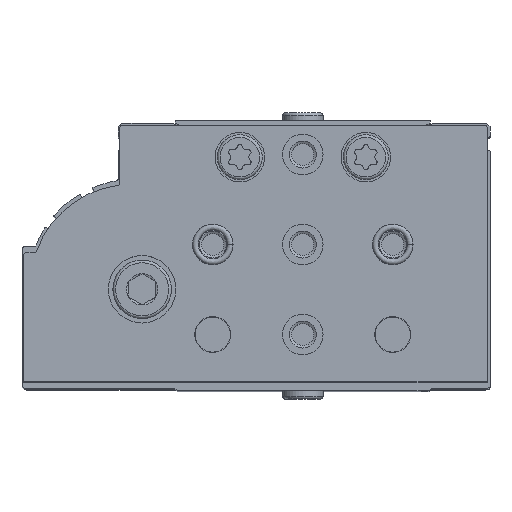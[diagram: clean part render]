
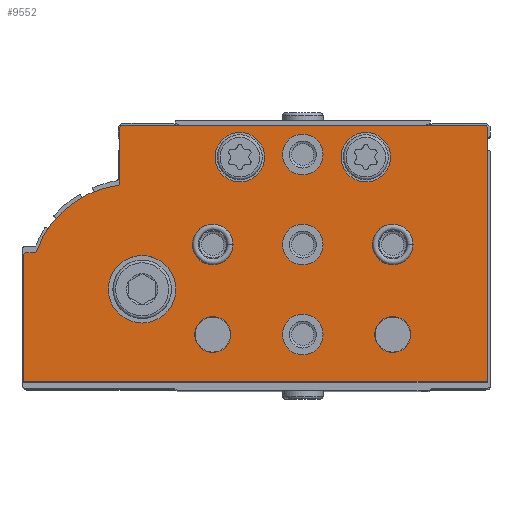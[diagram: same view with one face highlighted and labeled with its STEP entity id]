
A CAD part, top view. The second image highlights one B-rep face of the part: STEP entity #9552.
In plain terms, the highlighted face is planar.
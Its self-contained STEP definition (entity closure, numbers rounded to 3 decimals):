
#955=LINE('',#16158,#1679);
#957=LINE('',#16162,#1681);
#959=LINE('',#16166,#1683);
#962=LINE('',#16174,#1686);
#967=LINE('',#16190,#1691);
#970=LINE('',#16198,#1694);
#1679=VECTOR('',#13054,1000.);
#1681=VECTOR('',#13058,1000.);
#1683=VECTOR('',#13062,1000.);
#1686=VECTOR('',#13071,1000.);
#1691=VECTOR('',#13090,1000.);
#1694=VECTOR('',#13099,1000.);
#3603=ORIENTED_EDGE('',*,*,#5365,.T.);
#3604=ORIENTED_EDGE('',*,*,#5366,.T.);
#3605=ORIENTED_EDGE('',*,*,#5367,.T.);
#3606=ORIENTED_EDGE('',*,*,#5368,.T.);
#3607=ORIENTED_EDGE('',*,*,#5369,.T.);
#3608=ORIENTED_EDGE('',*,*,#5370,.T.);
#3609=ORIENTED_EDGE('',*,*,#5371,.T.);
#3610=ORIENTED_EDGE('',*,*,#5372,.T.);
#3611=ORIENTED_EDGE('',*,*,#5373,.T.);
#3612=ORIENTED_EDGE('',*,*,#5374,.T.);
#3613=ORIENTED_EDGE('',*,*,#5340,.F.);
#3614=ORIENTED_EDGE('',*,*,#5363,.F.);
#3615=ORIENTED_EDGE('',*,*,#5361,.F.);
#3616=ORIENTED_EDGE('',*,*,#5359,.F.);
#3617=ORIENTED_EDGE('',*,*,#5357,.T.);
#3618=ORIENTED_EDGE('',*,*,#5355,.F.);
#3619=ORIENTED_EDGE('',*,*,#5353,.T.);
#3620=ORIENTED_EDGE('',*,*,#5351,.F.);
#3621=ORIENTED_EDGE('',*,*,#5349,.F.);
#3622=ORIENTED_EDGE('',*,*,#5347,.F.);
#3623=ORIENTED_EDGE('',*,*,#5345,.F.);
#3624=ORIENTED_EDGE('',*,*,#5343,.F.);
#5340=EDGE_CURVE('',#6404,#6405,#7002,.T.);
#5343=EDGE_CURVE('',#6405,#6406,#955,.T.);
#5345=EDGE_CURVE('',#6406,#6407,#957,.T.);
#5347=EDGE_CURVE('',#6407,#6408,#959,.T.);
#5349=EDGE_CURVE('',#6408,#6409,#7003,.T.);
#5351=EDGE_CURVE('',#6409,#6410,#962,.T.);
#5353=EDGE_CURVE('',#6411,#6410,#7004,.T.);
#5355=EDGE_CURVE('',#6411,#6412,#7005,.T.);
#5357=EDGE_CURVE('',#6413,#6412,#7006,.T.);
#5359=EDGE_CURVE('',#6413,#6414,#967,.T.);
#5361=EDGE_CURVE('',#6414,#6415,#7007,.T.);
#5363=EDGE_CURVE('',#6415,#6404,#970,.T.);
#5365=EDGE_CURVE('',#6416,#6416,#7008,.T.);
#5366=EDGE_CURVE('',#6417,#6417,#7009,.T.);
#5367=EDGE_CURVE('',#6418,#6418,#7010,.T.);
#5368=EDGE_CURVE('',#6419,#6419,#7011,.T.);
#5369=EDGE_CURVE('',#6420,#6420,#7012,.T.);
#5370=EDGE_CURVE('',#6421,#6421,#7013,.T.);
#5371=EDGE_CURVE('',#6422,#6422,#7014,.T.);
#5372=EDGE_CURVE('',#6423,#6423,#7015,.T.);
#5373=EDGE_CURVE('',#6424,#6424,#7016,.T.);
#5374=EDGE_CURVE('',#6425,#6425,#7017,.T.);
#6404=VERTEX_POINT('',#16153);
#6405=VERTEX_POINT('',#16154);
#6406=VERTEX_POINT('',#16159);
#6407=VERTEX_POINT('',#16163);
#6408=VERTEX_POINT('',#16167);
#6409=VERTEX_POINT('',#16171);
#6410=VERTEX_POINT('',#16175);
#6411=VERTEX_POINT('',#16179);
#6412=VERTEX_POINT('',#16183);
#6413=VERTEX_POINT('',#16187);
#6414=VERTEX_POINT('',#16191);
#6415=VERTEX_POINT('',#16195);
#6416=VERTEX_POINT('',#16202);
#6417=VERTEX_POINT('',#16204);
#6418=VERTEX_POINT('',#16206);
#6419=VERTEX_POINT('',#16208);
#6420=VERTEX_POINT('',#16210);
#6421=VERTEX_POINT('',#16212);
#6422=VERTEX_POINT('',#16214);
#6423=VERTEX_POINT('',#16216);
#6424=VERTEX_POINT('',#16218);
#6425=VERTEX_POINT('',#16220);
#7002=CIRCLE('',#10679,0.5);
#7003=CIRCLE('',#10684,0.5);
#7004=CIRCLE('',#10687,0.5);
#7005=CIRCLE('',#10689,22.5);
#7006=CIRCLE('',#10691,0.5);
#7007=CIRCLE('',#10694,0.5);
#7008=CIRCLE('',#10697,7.5);
#7009=CIRCLE('',#10698,4.5);
#7010=CIRCLE('',#10699,5.5);
#7011=CIRCLE('',#10700,5.5);
#7012=CIRCLE('',#10701,4.5);
#7013=CIRCLE('',#10702,4.5);
#7014=CIRCLE('',#10703,4.5);
#7015=CIRCLE('',#10704,4.);
#7016=CIRCLE('',#10705,4.5);
#7017=CIRCLE('',#10706,4.);
#7712=EDGE_LOOP('',(#3603));
#7713=EDGE_LOOP('',(#3604));
#7714=EDGE_LOOP('',(#3605));
#7715=EDGE_LOOP('',(#3606));
#7716=EDGE_LOOP('',(#3607));
#7717=EDGE_LOOP('',(#3608));
#7718=EDGE_LOOP('',(#3609));
#7719=EDGE_LOOP('',(#3610));
#7720=EDGE_LOOP('',(#3611));
#7721=EDGE_LOOP('',(#3612));
#7722=EDGE_LOOP('',(#3613,#3614,#3615,#3616,#3617,#3618,#3619,#3620,#3621,
#3622,#3623,#3624));
#8559=FACE_BOUND('',#7712,.T.);
#8560=FACE_BOUND('',#7713,.T.);
#8561=FACE_BOUND('',#7714,.T.);
#8562=FACE_BOUND('',#7715,.T.);
#8563=FACE_BOUND('',#7716,.T.);
#8564=FACE_BOUND('',#7717,.T.);
#8565=FACE_BOUND('',#7718,.T.);
#8566=FACE_BOUND('',#7719,.T.);
#8567=FACE_BOUND('',#7720,.T.);
#8568=FACE_BOUND('',#7721,.T.);
#8569=FACE_BOUND('',#7722,.T.);
#9095=PLANE('',#10696);
#9552=ADVANCED_FACE('',(#8559,#8560,#8561,#8562,#8563,#8564,#8565,#8566,
#8567,#8568,#8569),#9095,.F.);
#10679=AXIS2_PLACEMENT_3D('',#16152,#13048,#13049);
#10684=AXIS2_PLACEMENT_3D('',#16170,#13066,#13067);
#10687=AXIS2_PLACEMENT_3D('',#16178,#13075,#13076);
#10689=AXIS2_PLACEMENT_3D('',#16182,#13080,#13081);
#10691=AXIS2_PLACEMENT_3D('',#16186,#13085,#13086);
#10694=AXIS2_PLACEMENT_3D('',#16194,#13094,#13095);
#10696=AXIS2_PLACEMENT_3D('',#16200,#13101,#13102);
#10697=AXIS2_PLACEMENT_3D('',#16201,#13103,#13104);
#10698=AXIS2_PLACEMENT_3D('',#16203,#13105,#13106);
#10699=AXIS2_PLACEMENT_3D('',#16205,#13107,#13108);
#10700=AXIS2_PLACEMENT_3D('',#16207,#13109,#13110);
#10701=AXIS2_PLACEMENT_3D('',#16209,#13111,#13112);
#10702=AXIS2_PLACEMENT_3D('',#16211,#13113,#13114);
#10703=AXIS2_PLACEMENT_3D('',#16213,#13115,#13116);
#10704=AXIS2_PLACEMENT_3D('',#16215,#13117,#13118);
#10705=AXIS2_PLACEMENT_3D('',#16217,#13119,#13120);
#10706=AXIS2_PLACEMENT_3D('',#16219,#13121,#13122);
#13048=DIRECTION('',(0.,0.,1.));
#13049=DIRECTION('',(1.,0.,0.));
#13054=DIRECTION('',(0.,-1.,0.));
#13058=DIRECTION('',(1.,0.,0.));
#13062=DIRECTION('',(0.,1.,0.));
#13066=DIRECTION('',(0.,0.,1.));
#13067=DIRECTION('',(1.,0.,0.));
#13071=DIRECTION('',(-1.,0.,0.));
#13075=DIRECTION('',(0.,0.,1.));
#13076=DIRECTION('',(1.,0.,0.));
#13080=DIRECTION('',(0.,0.,1.));
#13081=DIRECTION('',(1.,0.,0.));
#13085=DIRECTION('',(0.,0.,1.));
#13086=DIRECTION('',(1.,0.,0.));
#13090=DIRECTION('',(0.,1.,0.));
#13094=DIRECTION('',(0.,0.,1.));
#13095=DIRECTION('',(1.,0.,0.));
#13099=DIRECTION('',(-1.,0.,0.));
#13101=DIRECTION('',(0.,0.,1.));
#13102=DIRECTION('',(1.,0.,0.));
#13103=DIRECTION('',(0.,0.,1.));
#13104=DIRECTION('',(1.,0.,0.));
#13105=DIRECTION('',(0.,0.,1.));
#13106=DIRECTION('',(1.,0.,0.));
#13107=DIRECTION('',(0.,0.,1.));
#13108=DIRECTION('',(1.,0.,0.));
#13109=DIRECTION('',(0.,0.,1.));
#13110=DIRECTION('',(1.,0.,0.));
#13111=DIRECTION('',(0.,0.,1.));
#13112=DIRECTION('',(1.,0.,0.));
#13113=DIRECTION('',(0.,0.,1.));
#13114=DIRECTION('',(1.,0.,0.));
#13115=DIRECTION('',(0.,0.,1.));
#13116=DIRECTION('',(1.,0.,0.));
#13117=DIRECTION('',(0.,0.,1.));
#13118=DIRECTION('',(1.,0.,0.));
#13119=DIRECTION('',(0.,0.,1.));
#13120=DIRECTION('',(1.,0.,0.));
#13121=DIRECTION('',(0.,0.,1.));
#13122=DIRECTION('',(1.,0.,0.));
#16152=CARTESIAN_POINT('',(0.5,56.5,0.));
#16153=CARTESIAN_POINT('',(0.5,57.,0.));
#16154=CARTESIAN_POINT('',(0.,56.5,0.));
#16158=CARTESIAN_POINT('',(0.,56.5,0.));
#16159=CARTESIAN_POINT('',(0.,0.,0.));
#16162=CARTESIAN_POINT('',(0.,0.,0.));
#16163=CARTESIAN_POINT('',(103.,0.,0.));
#16166=CARTESIAN_POINT('',(103.,0.,0.));
#16167=CARTESIAN_POINT('',(103.,28.2,0.));
#16170=CARTESIAN_POINT('',(102.5,28.2,0.));
#16171=CARTESIAN_POINT('',(102.5,28.7,0.));
#16174=CARTESIAN_POINT('',(102.5,28.7,0.));
#16175=CARTESIAN_POINT('',(100.637,28.7,0.));
#16178=CARTESIAN_POINT('',(100.637,29.2,0.));
#16179=CARTESIAN_POINT('',(100.167,29.03,0.));
#16182=CARTESIAN_POINT('',(79.,21.4,0.));
#16183=CARTESIAN_POINT('',(82.033,43.695,0.));
#16186=CARTESIAN_POINT('',(82.1,44.19,0.));
#16187=CARTESIAN_POINT('',(81.6,44.19,0.));
#16190=CARTESIAN_POINT('',(81.6,44.19,0.));
#16191=CARTESIAN_POINT('',(81.6,56.5,0.));
#16194=CARTESIAN_POINT('',(81.1,56.5,0.));
#16195=CARTESIAN_POINT('',(81.1,57.,0.));
#16198=CARTESIAN_POINT('',(81.1,57.,0.));
#16200=CARTESIAN_POINT('',(0.5,56.5,0.));
#16201=CARTESIAN_POINT('',(76.65,20.6,0.));
#16202=CARTESIAN_POINT('',(84.15,20.6,0.));
#16203=CARTESIAN_POINT('',(40.95,50.55,0.));
#16204=CARTESIAN_POINT('',(45.45,50.55,0.));
#16205=CARTESIAN_POINT('',(54.95,49.95,0.));
#16206=CARTESIAN_POINT('',(60.45,49.95,0.));
#16207=CARTESIAN_POINT('',(26.95,49.95,0.));
#16208=CARTESIAN_POINT('',(32.45,49.95,0.));
#16209=CARTESIAN_POINT('',(60.95,30.55,0.));
#16210=CARTESIAN_POINT('',(65.45,30.55,0.));
#16211=CARTESIAN_POINT('',(40.95,30.55,0.));
#16212=CARTESIAN_POINT('',(45.45,30.55,0.));
#16213=CARTESIAN_POINT('',(20.95,30.55,0.));
#16214=CARTESIAN_POINT('',(25.45,30.55,0.));
#16215=CARTESIAN_POINT('',(60.95,10.55,0.));
#16216=CARTESIAN_POINT('',(64.95,10.55,0.));
#16217=CARTESIAN_POINT('',(40.95,10.55,0.));
#16218=CARTESIAN_POINT('',(45.45,10.55,0.));
#16219=CARTESIAN_POINT('',(20.95,10.55,0.));
#16220=CARTESIAN_POINT('',(24.95,10.55,0.));
